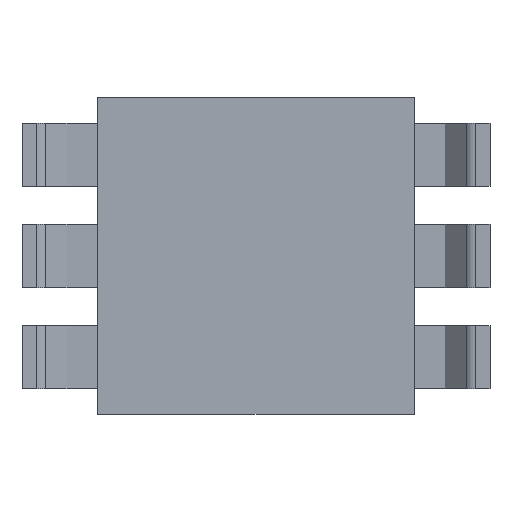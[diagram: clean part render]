
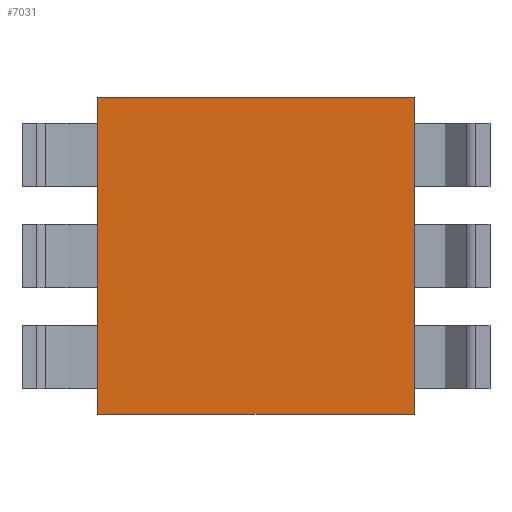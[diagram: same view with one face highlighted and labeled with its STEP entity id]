
A CAD part, front view. The second image highlights one B-rep face of the part: STEP entity #7031.
In plain terms, the highlighted planar face has unit normal (0, -1, 0).
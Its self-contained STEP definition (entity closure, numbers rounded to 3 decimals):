
#6914 = EDGE_CURVE ( 'NONE', #10799, #6915, #11443, .T. ) ;
#6915 = VERTEX_POINT ( 'NONE', #11439 ) ;
#7031 = ADVANCED_FACE ( 'NONE', ( #11678 ), #11725, .F. ) ;
#7032 = EDGE_LOOP ( 'NONE', ( #7033, #7035, #7036, #7037 ) ) ;
#7033 = ORIENTED_EDGE ( 'NONE', *, *, #7034, .T. ) ;
#7034 = EDGE_CURVE ( 'NONE', #7041, #6915, #11724, .T. ) ;
#7035 = ORIENTED_EDGE ( 'NONE', *, *, #6914, .F. ) ;
#7036 = ORIENTED_EDGE ( 'NONE', *, *, #10801, .F. ) ;
#7037 = ORIENTED_EDGE ( 'NONE', *, *, #7043, .T. ) ;
#7041 = VERTEX_POINT ( 'NONE', #11711 ) ;
#7043 = EDGE_CURVE ( 'NONE', #10798, #7041, #11709, .T. ) ;
#10798 = VERTEX_POINT ( 'NONE', #21002 ) ;
#10799 = VERTEX_POINT ( 'NONE', #21001 ) ;
#10801 = EDGE_CURVE ( 'NONE', #10798, #10799, #21000, .T. ) ;
#11439 = CARTESIAN_POINT ( 'NONE',  ( 2.5, -0.5, -2.5 ) ) ;
#11440 = DIRECTION ( 'NONE',  ( 0., 0., -1. ) ) ;
#11441 = VECTOR ( 'NONE', #11440, 1000. ) ;
#11442 = CARTESIAN_POINT ( 'NONE',  ( 2.5, -0.5, 2.5 ) ) ;
#11443 = LINE ( 'NONE', #11442, #11441 ) ;
#11678 = FACE_OUTER_BOUND ( 'NONE', #7032, .T. ) ;
#11706 = DIRECTION ( 'NONE',  ( 0., 0., -1. ) ) ;
#11707 = VECTOR ( 'NONE', #11706, 1000. ) ;
#11708 = CARTESIAN_POINT ( 'NONE',  ( -2.5, -0.5, 2.5 ) ) ;
#11709 = LINE ( 'NONE', #11708, #11707 ) ;
#11711 = CARTESIAN_POINT ( 'NONE',  ( -2.5, -0.5, -2.5 ) ) ;
#11716 = DIRECTION ( 'NONE',  ( 1., 0., 0. ) ) ;
#11717 = VECTOR ( 'NONE', #11716, 1000. ) ;
#11718 = CARTESIAN_POINT ( 'NONE',  ( -2.5, -0.5, -2.5 ) ) ;
#11719 = DIRECTION ( 'NONE',  ( -1., 0., 0. ) ) ;
#11720 = DIRECTION ( 'NONE',  ( 0., 1., 0. ) ) ;
#11721 = CARTESIAN_POINT ( 'NONE',  ( -2.5, -0.5, 2.5 ) ) ;
#11722 = AXIS2_PLACEMENT_3D ( 'NONE', #11721, #11720, #11719 ) ;
#11724 = LINE ( 'NONE', #11718, #11717 ) ;
#11725 = PLANE ( 'NONE',  #11722 ) ;
#20997 = DIRECTION ( 'NONE',  ( 1., 0., 0. ) ) ;
#20998 = VECTOR ( 'NONE', #20997, 1000. ) ;
#20999 = CARTESIAN_POINT ( 'NONE',  ( -2.5, -0.5, 2.5 ) ) ;
#21000 = LINE ( 'NONE', #20999, #20998 ) ;
#21001 = CARTESIAN_POINT ( 'NONE',  ( 2.5, -0.5, 2.5 ) ) ;
#21002 = CARTESIAN_POINT ( 'NONE',  ( -2.5, -0.5, 2.5 ) ) ;
